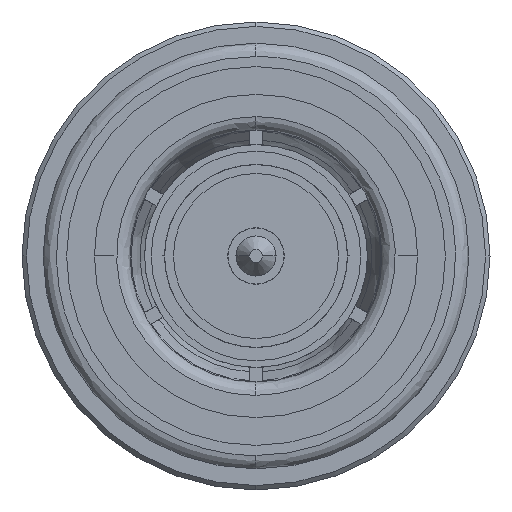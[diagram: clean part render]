
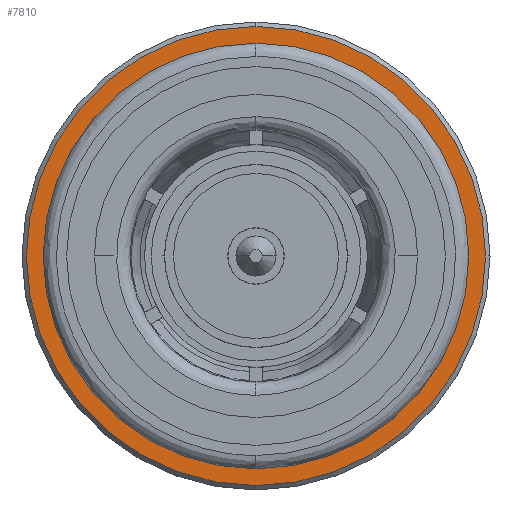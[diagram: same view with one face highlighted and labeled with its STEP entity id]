
A CAD part, left-side view. The second image highlights one B-rep face of the part: STEP entity #7810.
In plain terms, the highlighted planar face has unit normal (-1, 0, 0).
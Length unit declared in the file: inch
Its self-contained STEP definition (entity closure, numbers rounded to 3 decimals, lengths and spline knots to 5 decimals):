
#18 = VERTEX_POINT ( 'NONE', #6714 ) ;
#186 = EDGE_CURVE ( 'NONE', #8052, #18, #1518, .T. ) ;
#601 = AXIS2_PLACEMENT_3D ( 'NONE', #8614, #9541, #645 ) ;
#645 = DIRECTION ( 'NONE',  ( 0., 0., -1. ) ) ;
#864 = ORIENTED_EDGE ( 'NONE', *, *, #186, .T. ) ;
#1399 = CIRCLE ( 'NONE', #6860, 0.20276 ) ;
#1518 = CIRCLE ( 'NONE', #8809, 0.18799 ) ;
#1720 = VERTEX_POINT ( 'NONE', #8759 ) ;
#1745 = DIRECTION ( 'NONE',  ( 0., 0., -1. ) ) ;
#2012 = DIRECTION ( 'NONE',  ( 0., 0., -1. ) ) ;
#2033 = AXIS2_PLACEMENT_3D ( 'NONE', #6775, #6098, #1745 ) ;
#2603 = ORIENTED_EDGE ( 'NONE', *, *, #3387, .F. ) ;
#2635 = EDGE_CURVE ( 'NONE', #18, #8052, #11157, .T. ) ;
#2718 = PLANE ( 'NONE',  #4060 ) ;
#2773 = FACE_BOUND ( 'NONE', #7380, .T. ) ;
#2883 = DIRECTION ( 'NONE',  ( 0., 0., 1. ) ) ;
#3098 = EDGE_CURVE ( 'NONE', #4815, #1720, #5707, .T. ) ;
#3126 = DIRECTION ( 'NONE',  ( 0., 0., -1. ) ) ;
#3387 = EDGE_CURVE ( 'NONE', #1720, #4815, #1399, .T. ) ;
#3880 = DIRECTION ( 'NONE',  ( 1., 0., 0. ) ) ;
#4060 = AXIS2_PLACEMENT_3D ( 'NONE', #6212, #6272, #2883 ) ;
#4719 = CARTESIAN_POINT ( 'NONE',  ( 16.50684, -2.35973, -0.18799 ) ) ;
#4791 = CARTESIAN_POINT ( 'NONE',  ( 16.50684, -2.35973, 0. ) ) ;
#4815 = VERTEX_POINT ( 'NONE', #7439 ) ;
#5104 = ORIENTED_EDGE ( 'NONE', *, *, #2635, .T. ) ;
#5707 = CIRCLE ( 'NONE', #601, 0.20276 ) ;
#6098 = DIRECTION ( 'NONE',  ( 1., 0., 0. ) ) ;
#6212 = CARTESIAN_POINT ( 'NONE',  ( 16.50684, -2.56248, 0. ) ) ;
#6272 = DIRECTION ( 'NONE',  ( -1., 0., 0. ) ) ;
#6714 = CARTESIAN_POINT ( 'NONE',  ( 16.50684, -2.35973, 0.18799 ) ) ;
#6775 = CARTESIAN_POINT ( 'NONE',  ( 16.50684, -2.35973, 0. ) ) ;
#6860 = AXIS2_PLACEMENT_3D ( 'NONE', #4791, #3880, #3126 ) ;
#7380 = EDGE_LOOP ( 'NONE', ( #864, #5104 ) ) ;
#7439 = CARTESIAN_POINT ( 'NONE',  ( 16.50684, -2.35973, 0.20276 ) ) ;
#7810 = ADVANCED_FACE ( 'NONE', ( #2773, #9747 ), #2718, .T. ) ;
#8052 = VERTEX_POINT ( 'NONE', #4719 ) ;
#8233 = DIRECTION ( 'NONE',  ( 1., 0., 0. ) ) ;
#8477 = EDGE_LOOP ( 'NONE', ( #2603, #8941 ) ) ;
#8614 = CARTESIAN_POINT ( 'NONE',  ( 16.50684, -2.35973, 0. ) ) ;
#8759 = CARTESIAN_POINT ( 'NONE',  ( 16.50684, -2.35973, -0.20276 ) ) ;
#8809 = AXIS2_PLACEMENT_3D ( 'NONE', #9048, #8233, #2012 ) ;
#8941 = ORIENTED_EDGE ( 'NONE', *, *, #3098, .F. ) ;
#9048 = CARTESIAN_POINT ( 'NONE',  ( 16.50684, -2.35973, 0. ) ) ;
#9541 = DIRECTION ( 'NONE',  ( 1., 0., 0. ) ) ;
#9747 = FACE_OUTER_BOUND ( 'NONE', #8477, .T. ) ;
#11157 = CIRCLE ( 'NONE', #2033, 0.18799 ) ;
